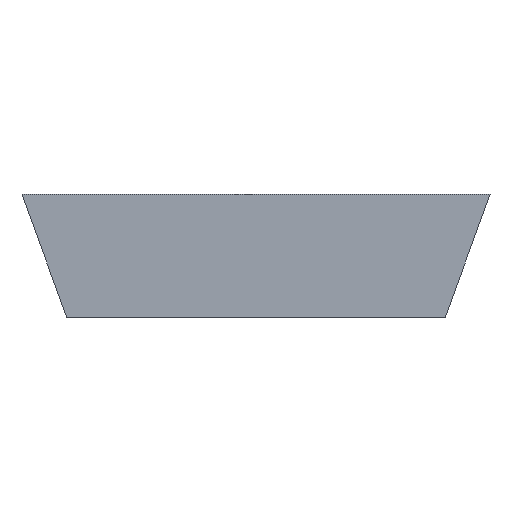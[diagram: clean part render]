
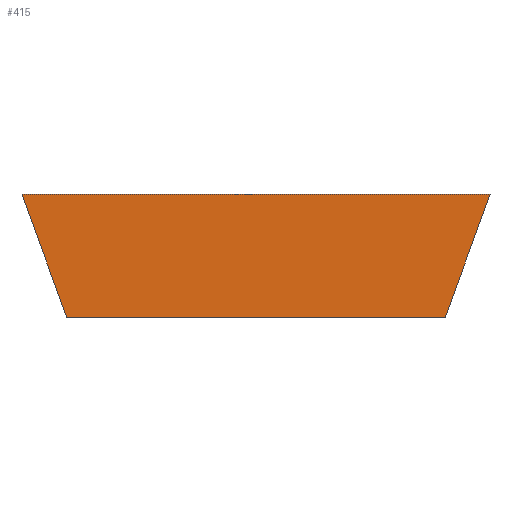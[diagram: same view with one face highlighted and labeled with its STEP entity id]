
A CAD part, front view. The second image highlights one B-rep face of the part: STEP entity #415.
In plain terms, the highlighted planar face has unit normal (0, -1, 0).
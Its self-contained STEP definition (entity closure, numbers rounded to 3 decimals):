
#37=FACE_OUTER_BOUND('',#61,.T.);
#61=EDGE_LOOP('',(#345,#346,#347,#348,#349,#350));
#104=LINE('',#647,#158);
#109=LINE('',#656,#163);
#110=LINE('',#659,#164);
#111=LINE('',#661,#165);
#112=LINE('',#663,#166);
#113=LINE('',#664,#167);
#158=VECTOR('',#534,10.);
#163=VECTOR('',#541,10.);
#164=VECTOR('',#544,8.7);
#165=VECTOR('',#545,10.);
#166=VECTOR('',#546,10.);
#167=VECTOR('',#547,8.7);
#199=VERTEX_POINT('',#643);
#201=VERTEX_POINT('',#646);
#203=VERTEX_POINT('',#652);
#205=VERTEX_POINT('',#658);
#206=VERTEX_POINT('',#660);
#207=VERTEX_POINT('',#662);
#248=EDGE_CURVE('',#201,#199,#104,.T.);
#253=EDGE_CURVE('',#203,#201,#109,.T.);
#254=EDGE_CURVE('',#199,#205,#110,.T.);
#255=EDGE_CURVE('',#205,#206,#111,.T.);
#256=EDGE_CURVE('',#206,#207,#112,.T.);
#257=EDGE_CURVE('',#207,#203,#113,.T.);
#345=ORIENTED_EDGE('',*,*,#253,.T.);
#346=ORIENTED_EDGE('',*,*,#248,.T.);
#347=ORIENTED_EDGE('',*,*,#254,.T.);
#348=ORIENTED_EDGE('',*,*,#255,.T.);
#349=ORIENTED_EDGE('',*,*,#256,.T.);
#350=ORIENTED_EDGE('',*,*,#257,.T.);
#391=PLANE('',#455);
#415=ADVANCED_FACE('',(#37),#391,.T.);
#455=AXIS2_PLACEMENT_3D('',#657,#542,#543);
#534=DIRECTION('',(0.342,0.,0.94));
#541=DIRECTION('',(-0.94,0.,0.342));
#542=DIRECTION('center_axis',(0.,-1.,0.));
#543=DIRECTION('ref_axis',(0.,0.,-1.));
#544=DIRECTION('',(-1.,0.,0.));
#545=DIRECTION('',(0.342,0.,-0.94));
#546=DIRECTION('',(-0.94,0.,-0.342));
#547=DIRECTION('',(1.,0.,0.));
#643=CARTESIAN_POINT('',(141.104,54.594,50.));
#646=CARTESIAN_POINT('',(126.234,54.594,9.144));
#647=CARTESIAN_POINT('',(125.864,54.594,8.128));
#652=CARTESIAN_POINT('',(126.328,54.594,9.11));
#656=CARTESIAN_POINT('',(95.245,54.594,20.423));
#657=CARTESIAN_POINT('Origin',(63.368,54.594,29.555));
#658=CARTESIAN_POINT('',(-14.367,54.594,50.));
#659=CARTESIAN_POINT('',(141.674,54.594,50.));
#660=CARTESIAN_POINT('',(0.503,54.594,9.144));
#661=CARTESIAN_POINT('',(-6.569,54.594,28.573));
#662=CARTESIAN_POINT('',(0.409,54.594,9.11));
#663=CARTESIAN_POINT('',(31.492,54.594,20.423));
#664=CARTESIAN_POINT('',(126.791,54.594,9.11));
